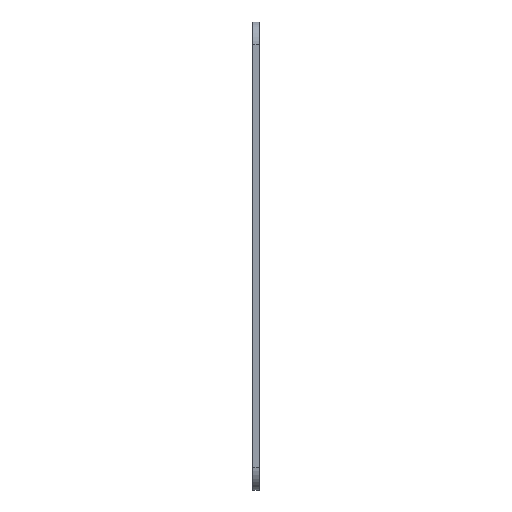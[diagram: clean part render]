
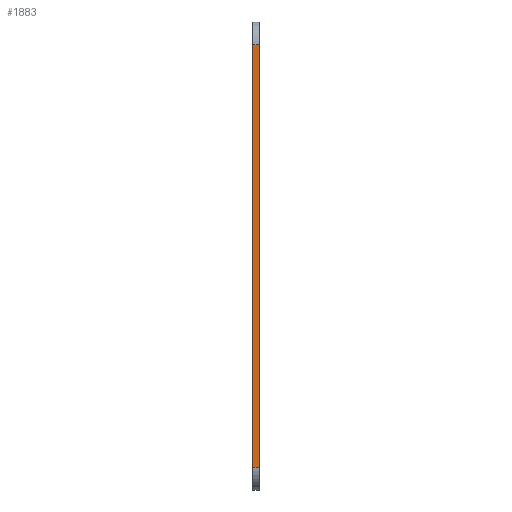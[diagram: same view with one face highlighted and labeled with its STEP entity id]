
A CAD part, left-side view. The second image highlights one B-rep face of the part: STEP entity #1883.
In plain terms, the highlighted planar face has unit normal (-1, 0, 0).
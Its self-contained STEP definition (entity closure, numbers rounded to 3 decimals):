
#52=PLANE('',#2048);
#111=FACE_OUTER_BOUND('',#221,.T.);
#221=EDGE_LOOP('',(#1417,#1418,#1419,#1420));
#344=LINE('',#2828,#534);
#388=LINE('',#2994,#578);
#389=LINE('',#2997,#579);
#390=LINE('',#2998,#580);
#534=VECTOR('',#2256,10.);
#578=VECTOR('',#2386,10.);
#579=VECTOR('',#2389,10.);
#580=VECTOR('',#2390,10.);
#818=VERTEX_POINT('',#2825);
#819=VERTEX_POINT('',#2827);
#897=VERTEX_POINT('',#2990);
#899=VERTEX_POINT('',#2996);
#1019=EDGE_CURVE('',#818,#819,#344,.T.);
#1103=EDGE_CURVE('',#819,#897,#388,.T.);
#1104=EDGE_CURVE('',#899,#818,#389,.T.);
#1105=EDGE_CURVE('',#897,#899,#390,.T.);
#1417=ORIENTED_EDGE('',*,*,#1103,.F.);
#1418=ORIENTED_EDGE('',*,*,#1019,.F.);
#1419=ORIENTED_EDGE('',*,*,#1104,.F.);
#1420=ORIENTED_EDGE('',*,*,#1105,.F.);
#1883=ADVANCED_FACE('',(#111),#52,.T.);
#2048=AXIS2_PLACEMENT_3D('',#2995,#2387,#2388);
#2256=DIRECTION('',(0.,0.,-1.));
#2386=DIRECTION('',(0.,1.,0.));
#2387=DIRECTION('center_axis',(-1.,0.,0.));
#2388=DIRECTION('ref_axis',(0.,0.,1.));
#2389=DIRECTION('',(0.,-1.,0.));
#2390=DIRECTION('',(0.,0.,1.));
#2825=CARTESIAN_POINT('',(-12.375,0.,83.675));
#2827=CARTESIAN_POINT('',(-12.375,0.,-10.325));
#2828=CARTESIAN_POINT('',(-12.375,0.,88.675));
#2990=CARTESIAN_POINT('',(-12.375,1.5,-10.325));
#2994=CARTESIAN_POINT('',(-12.375,0.,-10.325));
#2995=CARTESIAN_POINT('Origin',(-12.375,0.,-15.325));
#2996=CARTESIAN_POINT('',(-12.375,1.5,83.675));
#2997=CARTESIAN_POINT('',(-12.375,0.,83.675));
#2998=CARTESIAN_POINT('',(-12.375,1.5,88.675));
